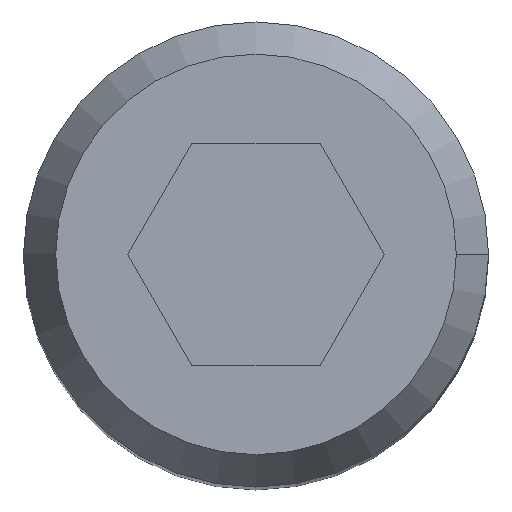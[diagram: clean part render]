
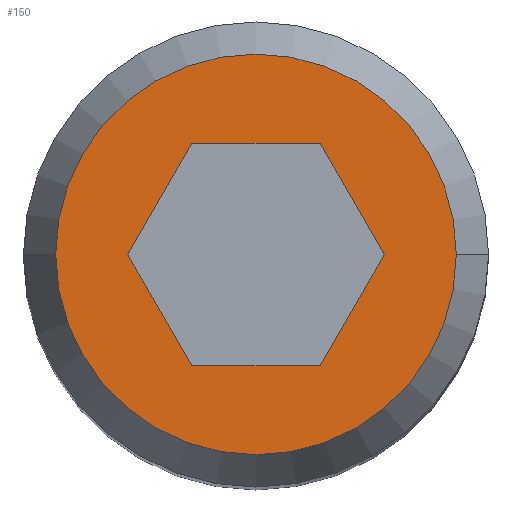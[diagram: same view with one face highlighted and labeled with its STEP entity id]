
A CAD part, top view. The second image highlights one B-rep face of the part: STEP entity #150.
In plain terms, the highlighted planar face has unit normal (0, 0, 1).
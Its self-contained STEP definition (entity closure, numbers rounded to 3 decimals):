
#106=VERTEX_POINT('',#287);
#108=EDGE_CURVE('',#228,#138,#289,.T.);
#134=EDGE_CURVE('',#174,#164,#320,.T.);
#138=VERTEX_POINT('',#325);
#144=EDGE_CURVE('',#164,#188,#331,.T.);
#150=ADVANCED_FACE('',(#337,#338),#339,.T.);
#162=EDGE_CURVE('',#138,#228,#353,.T.);
#164=VERTEX_POINT('',#355);
#174=VERTEX_POINT('',#366);
#186=EDGE_CURVE('',#188,#236,#379,.T.);
#188=VERTEX_POINT('',#381);
#202=EDGE_CURVE('',#106,#174,#397,.T.);
#224=EDGE_CURVE('',#236,#262,#422,.T.);
#228=VERTEX_POINT('',#427);
#236=VERTEX_POINT('',#435);
#262=VERTEX_POINT('',#463);
#264=EDGE_CURVE('',#262,#106,#465,.T.);
#287=CARTESIAN_POINT('',(-1.143,0.,18.26));
#289=CIRCLE('',#482,1.783);
#320=LINE('',#522,#523);
#325=CARTESIAN_POINT('',(1.783,0.,18.26));
#331=LINE('',#537,#538);
#337=FACE_BOUND('',#546,.T.);
#338=FACE_OUTER_BOUND('',#547,.T.);
#339=PLANE('',#548);
#353=CIRCLE('',#567,1.783);
#355=CARTESIAN_POINT('',(0.572,0.99,18.26));
#366=CARTESIAN_POINT('',(-0.572,0.99,18.26));
#379=LINE('',#601,#602);
#381=CARTESIAN_POINT('',(1.143,0.,18.26));
#397=LINE('',#623,#624);
#422=LINE('',#659,#660);
#427=CARTESIAN_POINT('',(-1.783,0.,18.26));
#435=CARTESIAN_POINT('',(0.572,-0.99,18.26));
#463=CARTESIAN_POINT('',(-0.572,-0.99,18.26));
#465=LINE('',#719,#720);
#482=AXIS2_PLACEMENT_3D('',#729,#730,#731);
#522=CARTESIAN_POINT('',(0.446,0.99,18.26));
#523=VECTOR('',#786,1.0);
#537=CARTESIAN_POINT('',(1.112,0.054,18.26));
#538=VECTOR('',#796,1.0);
#546=EDGE_LOOP('',(#799,#800,#801,#802,#803,#804));
#547=EDGE_LOOP('',(#805,#806));
#548=AXIS2_PLACEMENT_3D('',#807,#808,#809);
#567=AXIS2_PLACEMENT_3D('',#833,#834,#835);
#601=CARTESIAN_POINT('',(0.826,-0.549,18.26));
#602=VECTOR('',#858,1.0);
#623=CARTESIAN_POINT('',(-0.603,0.936,18.26));
#624=VECTOR('',#868,1.0);
#659=CARTESIAN_POINT('',(0.16,-0.99,18.26));
#660=VECTOR('',#898,1.0);
#719=CARTESIAN_POINT('',(-0.889,-0.441,18.26));
#720=VECTOR('',#938,1.0);
#729=CARTESIAN_POINT('',(0.,0.0,18.26));
#730=DIRECTION('',(0.,0.0,1.0));
#731=DIRECTION('',(1.0,0.,0.));
#786=DIRECTION('',(1.0,0.,0.));
#796=DIRECTION('',(0.5,-0.866,0.));
#799=ORIENTED_EDGE('',*,*,#202,.T.);
#800=ORIENTED_EDGE('',*,*,#134,.T.);
#801=ORIENTED_EDGE('',*,*,#144,.T.);
#802=ORIENTED_EDGE('',*,*,#186,.T.);
#803=ORIENTED_EDGE('',*,*,#224,.T.);
#804=ORIENTED_EDGE('',*,*,#264,.T.);
#805=ORIENTED_EDGE('',*,*,#162,.T.);
#806=ORIENTED_EDGE('',*,*,#108,.T.);
#807=CARTESIAN_POINT('',(0.892,0.,18.26));
#808=DIRECTION('',(0.,0.,1.0));
#809=DIRECTION('',(1.0,0.,0.));
#833=CARTESIAN_POINT('',(0.,0.0,18.26));
#834=DIRECTION('',(0.,0.0,1.0));
#835=DIRECTION('',(1.0,0.,0.));
#858=DIRECTION('',(-0.5,-0.866,0.));
#868=DIRECTION('',(0.5,0.866,0.));
#898=DIRECTION('',(-1.0,0.,0.));
#938=DIRECTION('',(-0.5,0.866,0.));
